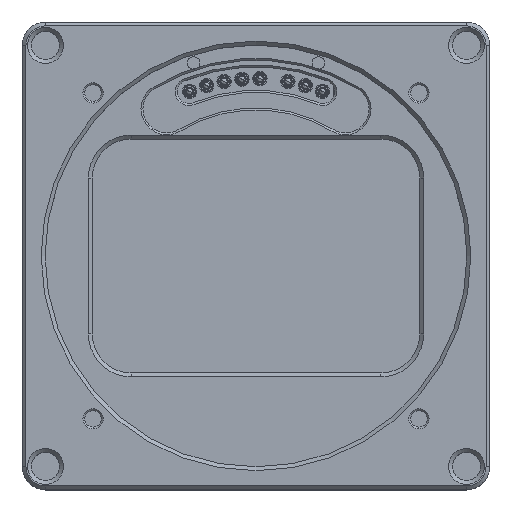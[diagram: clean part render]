
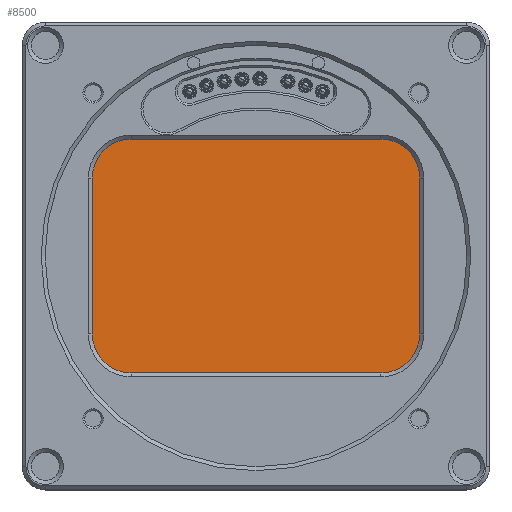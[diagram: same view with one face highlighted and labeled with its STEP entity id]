
A CAD part, top view. The second image highlights one B-rep face of the part: STEP entity #8500.
In plain terms, the highlighted planar face has unit normal (0, 0, 1).
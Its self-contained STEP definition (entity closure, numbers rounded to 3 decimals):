
#3425=FACE_OUTER_BOUND('',#30204,.T.);
#8500=ADVANCED_FACE('',(#3425),#11656,.T.);
#11656=PLANE('',#73814);
#14824=LINE('',#104407,#21645);
#14826=LINE('',#104411,#21647);
#14832=LINE('',#104425,#21653);
#14836=LINE('',#104434,#21657);
#21645=VECTOR('',#84295,1.);
#21647=VECTOR('',#84299,1.);
#21653=VECTOR('',#84307,1.);
#21657=VECTOR('',#84313,1.);
#30204=EDGE_LOOP('',(#38393,#38394,#38395,#38396,#38397,#38398,#38399,#38400));
#38393=ORIENTED_EDGE('',*,*,#61566,.T.);
#38394=ORIENTED_EDGE('',*,*,#61580,.T.);
#38395=ORIENTED_EDGE('',*,*,#61568,.T.);
#38396=ORIENTED_EDGE('',*,*,#61581,.T.);
#38397=ORIENTED_EDGE('',*,*,#61574,.T.);
#38398=ORIENTED_EDGE('',*,*,#61582,.T.);
#38399=ORIENTED_EDGE('',*,*,#61578,.T.);
#38400=ORIENTED_EDGE('',*,*,#61583,.T.);
#54323=VERTEX_POINT('',#104406);
#54324=VERTEX_POINT('',#104408);
#54325=VERTEX_POINT('',#104412);
#54326=VERTEX_POINT('',#104413);
#54331=VERTEX_POINT('',#104424);
#54332=VERTEX_POINT('',#104426);
#54335=VERTEX_POINT('',#104433);
#54336=VERTEX_POINT('',#104435);
#61566=EDGE_CURVE('',#54324,#54323,#14824,.T.);
#61568=EDGE_CURVE('',#54325,#54326,#14826,.T.);
#61574=EDGE_CURVE('',#54332,#54331,#14832,.T.);
#61578=EDGE_CURVE('',#54336,#54335,#14836,.T.);
#61580=EDGE_CURVE('',#54323,#54325,#69843,.T.);
#61581=EDGE_CURVE('',#54326,#54332,#69844,.T.);
#61582=EDGE_CURVE('',#54331,#54336,#69845,.T.);
#61583=EDGE_CURVE('',#54335,#54324,#69846,.T.);
#69843=CIRCLE('',#73810,5.);
#69844=CIRCLE('',#73811,5.);
#69845=CIRCLE('',#73812,5.);
#69846=CIRCLE('',#73813,5.);
#73810=AXIS2_PLACEMENT_3D('',#104438,#84317,#84318);
#73811=AXIS2_PLACEMENT_3D('',#104439,#84319,#84320);
#73812=AXIS2_PLACEMENT_3D('',#104440,#84321,#84322);
#73813=AXIS2_PLACEMENT_3D('',#104441,#84323,#84324);
#73814=AXIS2_PLACEMENT_3D('',#104442,#84325,#84326);
#84295=DIRECTION('',(0.,-1.,0.));
#84299=DIRECTION('',(1.,0.,0.));
#84307=DIRECTION('',(0.,1.,0.));
#84313=DIRECTION('',(-1.,0.,0.));
#84317=DIRECTION('',(0.,0.,1.));
#84318=DIRECTION('',(1.,0.,0.));
#84319=DIRECTION('',(0.,0.,1.));
#84320=DIRECTION('',(1.,0.,0.));
#84321=DIRECTION('',(0.,0.,1.));
#84322=DIRECTION('',(1.,0.,0.));
#84323=DIRECTION('',(0.,0.,1.));
#84324=DIRECTION('',(1.,0.,0.));
#84325=DIRECTION('',(0.,0.,1.));
#84326=DIRECTION('',(1.,0.,0.));
#104406=CARTESIAN_POINT('',(-21.,-10.,1.));
#104407=CARTESIAN_POINT('',(-21.,15.,1.));
#104408=CARTESIAN_POINT('',(-21.,10.,1.));
#104411=CARTESIAN_POINT('',(-21.,-15.,1.));
#104412=CARTESIAN_POINT('',(-16.,-15.,1.));
#104413=CARTESIAN_POINT('',(16.,-15.,1.));
#104424=CARTESIAN_POINT('',(21.,10.,1.));
#104425=CARTESIAN_POINT('',(21.,-15.,1.));
#104426=CARTESIAN_POINT('',(21.,-10.,1.));
#104433=CARTESIAN_POINT('',(-16.,15.,1.));
#104434=CARTESIAN_POINT('',(21.,15.,1.));
#104435=CARTESIAN_POINT('',(16.,15.,1.));
#104438=CARTESIAN_POINT('',(-16.,-10.,1.));
#104439=CARTESIAN_POINT('',(16.,-10.,1.));
#104440=CARTESIAN_POINT('',(16.,10.,1.));
#104441=CARTESIAN_POINT('',(-16.,10.,1.));
#104442=CARTESIAN_POINT('',(0.,0.,1.));
